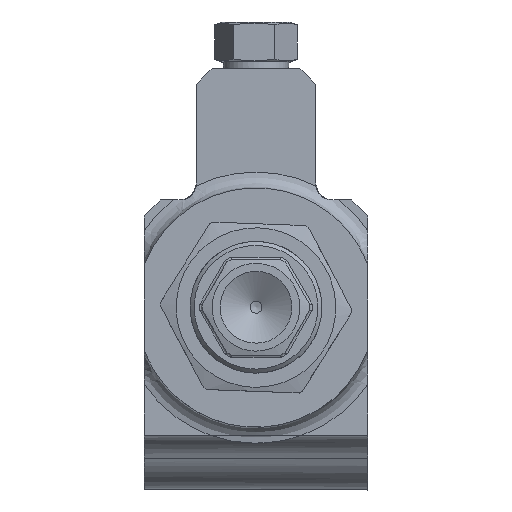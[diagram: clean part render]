
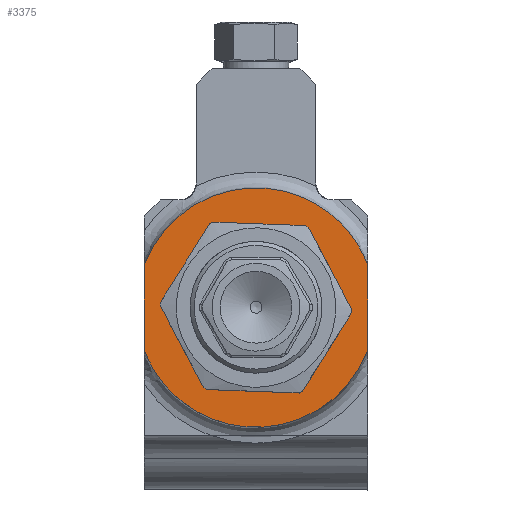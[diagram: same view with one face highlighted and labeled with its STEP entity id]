
A CAD part, top view. The second image highlights one B-rep face of the part: STEP entity #3375.
In plain terms, the highlighted free-form (B-spline) face has degree [1, 1] with [2, 2] control points.
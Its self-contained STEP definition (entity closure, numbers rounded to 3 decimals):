
#2017 = VERTEX_POINT('',#2018);
#2018 = CARTESIAN_POINT('',(-17.767,-6.834,
    53.301));
#2023 = EDGE_CURVE('',#2024,#2017,#2026,.T.);
#2024 = VERTEX_POINT('',#2025);
#2025 = CARTESIAN_POINT('',(-17.767,6.834,
    53.301));
#2026 = B_SPLINE_CURVE_WITH_KNOTS('',1,(#2027,#2028),.UNSPECIFIED.,.F.,
  .F.,(2,2),(-17.385,-6.615),.PIECEWISE_BEZIER_KNOTS.);
#2027 = CARTESIAN_POINT('',(-17.767,6.834,
    53.301));
#2028 = CARTESIAN_POINT('',(-17.767,-6.834,
    53.301));
#2793 = VERTEX_POINT('',#2794);
#2794 = CARTESIAN_POINT('',(17.767,6.834,
    53.301));
#2799 = EDGE_CURVE('',#2800,#2793,#2802,.T.);
#2800 = VERTEX_POINT('',#2801);
#2801 = CARTESIAN_POINT('',(17.767,-6.834,
    53.301));
#2802 = B_SPLINE_CURVE_WITH_KNOTS('',1,(#2803,#2804),.UNSPECIFIED.,.F.,
  .F.,(2,2),(-12.135,-1.365),.PIECEWISE_BEZIER_KNOTS.);
#2803 = CARTESIAN_POINT('',(17.767,-6.834,
    53.301));
#2804 = CARTESIAN_POINT('',(17.767,6.834,
    53.301));
#2864 = EDGE_CURVE('',#2024,#2793,#2865,.T.);
#2865 = ( BOUNDED_CURVE() B_SPLINE_CURVE(2,(#2866,#2867,#2868),
.UNSPECIFIED.,.F.,.F.) B_SPLINE_CURVE_WITH_KNOTS((3,3),(0.367,
2.774),.PIECEWISE_BEZIER_KNOTS.) CURVE() 
GEOMETRIC_REPRESENTATION_ITEM() RATIONAL_B_SPLINE_CURVE((1.,
0.359,1.)) REPRESENTATION_ITEM('') );
#2866 = CARTESIAN_POINT('',(-17.767,6.834,
    53.301));
#2867 = CARTESIAN_POINT('',(0.,53.024,
    53.301));
#2868 = CARTESIAN_POINT('',(17.767,6.834,
    53.301));
#3084 = EDGE_CURVE('',#2800,#2017,#3085,.T.);
#3085 = ( BOUNDED_CURVE() B_SPLINE_CURVE(2,(#3086,#3087,#3088),
.UNSPECIFIED.,.F.,.F.) B_SPLINE_CURVE_WITH_KNOTS((3,3),(3.509,
5.916),.PIECEWISE_BEZIER_KNOTS.) CURVE() 
GEOMETRIC_REPRESENTATION_ITEM() RATIONAL_B_SPLINE_CURVE((1.,
0.359,1.)) REPRESENTATION_ITEM('') );
#3086 = CARTESIAN_POINT('',(17.767,-6.834,
    53.301));
#3087 = CARTESIAN_POINT('',(0.,-53.024,
    53.301));
#3088 = CARTESIAN_POINT('',(-17.767,-6.834,
    53.301));
#3245 = VERTEX_POINT('',#3246);
#3246 = CARTESIAN_POINT('',(-12.004,0.,
    53.301));
#3253 = EDGE_CURVE('',#3245,#3245,#3254,.T.);
#3254 = ( BOUNDED_CURVE() B_SPLINE_CURVE(2,(#3255,#3256,#3257,#3258,
#3259,#3260,#3261),.UNSPECIFIED.,.T.,.F.) B_SPLINE_CURVE_WITH_KNOTS((3,2
    ,2,3),(3.142,5.236,7.33,9.425),
.PIECEWISE_BEZIER_KNOTS.) CURVE() GEOMETRIC_REPRESENTATION_ITEM() 
RATIONAL_B_SPLINE_CURVE((1.,0.5,1.,0.5,1.,0.5,1.)) REPRESENTATION_ITEM(
  '') );
#3255 = CARTESIAN_POINT('',(-12.004,0.,
    53.301));
#3256 = CARTESIAN_POINT('',(-12.004,20.791,
    53.301));
#3257 = CARTESIAN_POINT('',(6.002,10.395,
    53.301));
#3258 = CARTESIAN_POINT('',(24.007,0.,
    53.301));
#3259 = CARTESIAN_POINT('',(6.002,-10.395,53.301
    ));
#3260 = CARTESIAN_POINT('',(-12.004,-20.791,
    53.301));
#3261 = CARTESIAN_POINT('',(-12.004,0.,
    53.301));
#3375 = ADVANCED_FACE('',(#3376,#3382),#3385,.F.);
#3376 = FACE_BOUND('',#3377,.T.);
#3377 = EDGE_LOOP('',(#3378,#3379,#3380,#3381));
#3378 = ORIENTED_EDGE('',*,*,#2023,.T.);
#3379 = ORIENTED_EDGE('',*,*,#3084,.F.);
#3380 = ORIENTED_EDGE('',*,*,#2799,.T.);
#3381 = ORIENTED_EDGE('',*,*,#2864,.F.);
#3382 = FACE_BOUND('',#3383,.T.);
#3383 = EDGE_LOOP('',(#3384));
#3384 = ORIENTED_EDGE('',*,*,#3253,.T.);
#3385 = B_SPLINE_SURFACE_WITH_KNOTS('',1,1,(
    (#3386,#3387)
    ,(#3388,#3389
    )),.UNSPECIFIED.,.F.,.F.,.F.,(2,2),(2,2),(-14.,14.),(-15.,15.),
  .PIECEWISE_BEZIER_KNOTS.);
#3386 = CARTESIAN_POINT('',(17.767,-19.036,
    53.301));
#3387 = CARTESIAN_POINT('',(17.767,19.036,
    53.301));
#3388 = CARTESIAN_POINT('',(-17.767,-19.036,
    53.301));
#3389 = CARTESIAN_POINT('',(-17.767,19.036,
    53.301));
